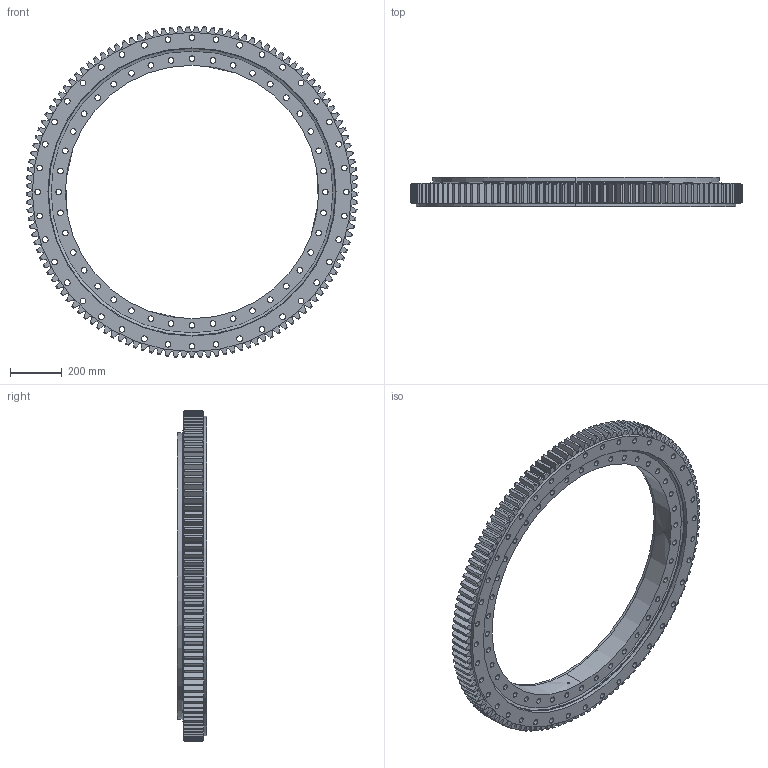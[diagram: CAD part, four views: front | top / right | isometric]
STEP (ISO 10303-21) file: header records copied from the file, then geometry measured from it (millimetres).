
FILE_DESCRIPTION (( 'STEP AP203' ), '1' );
FILE_NAME ('06-1116-00.STEP', '2017-12-27T08:27:21', ( 'defontaine' ), ( 'Hewlett-Packard Company' ), 'SwSTEP 2.0', 'SolidWorks 2016', '' );
FILE_SCHEMA (( 'CONFIG_CONTROL_DESIGN' ));
Length unit declared in the file: millimetre
Products named in the file (1): 06-1116-00
Bounding box: 1289.48 x 114 x 1289.4 mm (x, y, z)
Volume: 39281067 mm3; surface area: 3465618.7 mm2
Topology: 5 solids, 5 shells, 1016 faces, 2969 edges, 1961 vertices
Faces by surface type: cylinder 447, cone 275, plane 266, torus 28
Entity records: 35485 total; most frequent: CARTESIAN_POINT 8047, ORIENTED_EDGE 5922, DIRECTION 5670, EDGE_CURVE 2961, AXIS2_PLACEMENT_3D 2224, VERTEX_POINT 1961, LINE 1222, VECTOR 1222
